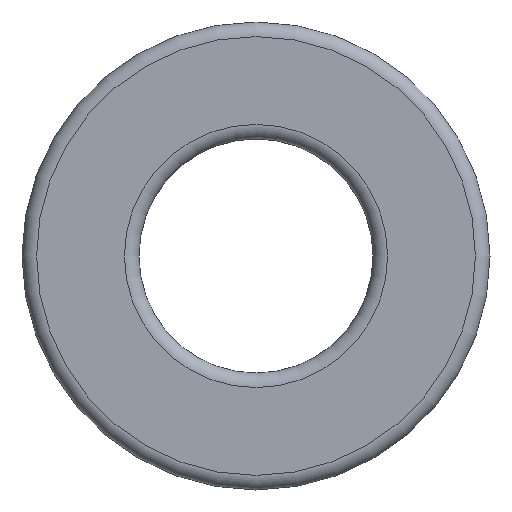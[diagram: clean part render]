
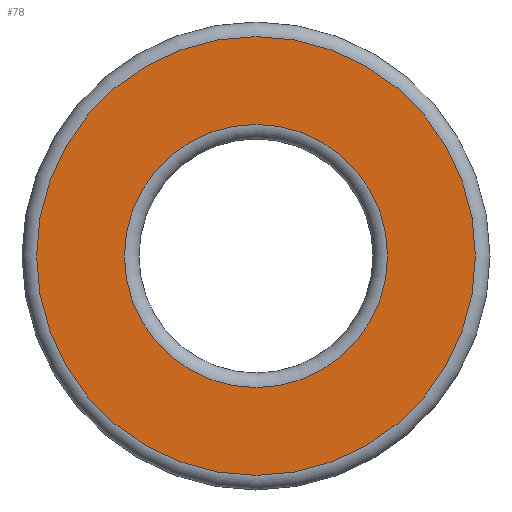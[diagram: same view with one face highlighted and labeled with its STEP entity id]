
A CAD part, left-side view. The second image highlights one B-rep face of the part: STEP entity #78.
In plain terms, the highlighted planar face has unit normal (-1, 0, 0).
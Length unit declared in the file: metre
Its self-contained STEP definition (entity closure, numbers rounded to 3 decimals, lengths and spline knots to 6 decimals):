
#78 = ADVANCED_FACE( '', ( #173, #174 ), #175, .T. );
#173 = FACE_BOUND( '', #276, .T. );
#174 = FACE_OUTER_BOUND( '', #277, .T. );
#175 = PLANE( '', #278 );
#276 = EDGE_LOOP( '', ( #403 ) );
#277 = EDGE_LOOP( '', ( #404 ) );
#278 = AXIS2_PLACEMENT_3D( '', #405, #406, #407 );
#403 = ORIENTED_EDGE( '', *, *, #493, .T. );
#404 = ORIENTED_EDGE( '', *, *, #461, .T. );
#405 = CARTESIAN_POINT( '', ( -0.0125, 0., 0. ) );
#406 = DIRECTION( '', ( -1., 0., 0. ) );
#407 = DIRECTION( '', ( 0., -1., 0. ) );
#461 = EDGE_CURVE( '', #512, #512, #513, .T. );
#493 = EDGE_CURVE( '', #562, #562, #563, .F. );
#512 = VERTEX_POINT( '', #584 );
#513 = CIRCLE( '', #585, 0.0075 );
#562 = VERTEX_POINT( '', #634 );
#563 = CIRCLE( '', #635, 0.0045 );
#584 = CARTESIAN_POINT( '', ( -0.0125, -0.0075, 0. ) );
#585 = AXIS2_PLACEMENT_3D( '', #657, #658, #659 );
#634 = CARTESIAN_POINT( '', ( -0.0125, -0.0045, 0. ) );
#635 = AXIS2_PLACEMENT_3D( '', #711, #712, #713 );
#657 = CARTESIAN_POINT( '', ( -0.0125, 0., 0. ) );
#658 = DIRECTION( '', ( -1., 0., 0. ) );
#659 = DIRECTION( '', ( 0., -1., 0. ) );
#711 = CARTESIAN_POINT( '', ( -0.0125, 0., 0. ) );
#712 = DIRECTION( '', ( -1., 0., 0. ) );
#713 = DIRECTION( '', ( 0., -1., 0. ) );
